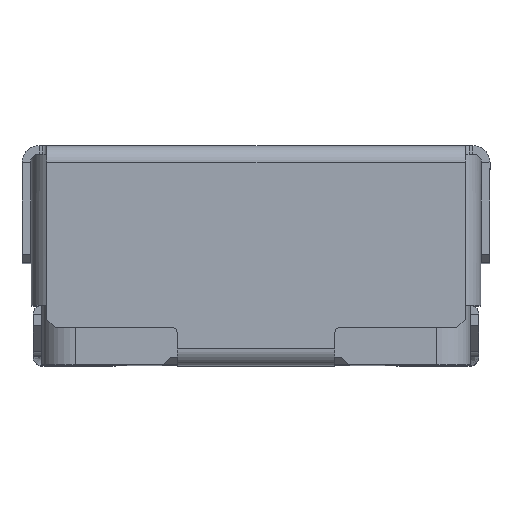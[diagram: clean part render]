
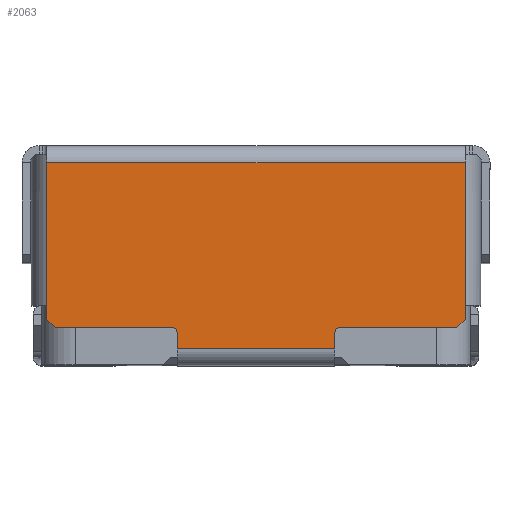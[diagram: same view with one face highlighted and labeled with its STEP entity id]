
A CAD part, top view. The second image highlights one B-rep face of the part: STEP entity #2063.
In plain terms, the highlighted planar face has unit normal (0, 0, 1).
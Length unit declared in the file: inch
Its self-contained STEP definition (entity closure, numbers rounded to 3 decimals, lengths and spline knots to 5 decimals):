
#188 = DIRECTION ( 'NONE',  ( 0., 1., 0. ) ) ;
#199 = CARTESIAN_POINT ( 'NONE',  ( 0.0061, 0.05336, 0.014 ) ) ;
#354 = AXIS2_PLACEMENT_3D ( 'NONE', #5087, #926, #5777 ) ;
#447 = DIRECTION ( 'NONE',  ( 0., 0., 1. ) ) ;
#572 = DIRECTION ( 'NONE',  ( 0., 1., 0. ) ) ;
#793 = LINE ( 'NONE', #6377, #2603 ) ;
#801 = DIRECTION ( 'NONE',  ( 0., 1., 0. ) ) ;
#878 = CARTESIAN_POINT ( 'NONE',  ( 0.1586, 0.50336, 0.014 ) ) ;
#886 = CARTESIAN_POINT ( 'NONE',  ( 0.3436, 0.019, 0.014 ) ) ;
#904 = VECTOR ( 'NONE', #572, 39.37008 ) ;
#926 = DIRECTION ( 'NONE',  ( 0., 0., 1. ) ) ;
#1199 = CARTESIAN_POINT ( 'NONE',  ( -0.6489, 0.04336, 0.014 ) ) ;
#1266 = CARTESIAN_POINT ( 'NONE',  ( 0.3486, 0.04336, 0.014 ) ) ;
#1283 = EDGE_CURVE ( 'NONE', #6595, #2977, #3306, .T. ) ;
#1437 = CARTESIAN_POINT ( 'NONE',  ( -0.6489, 0.019, 0.014 ) ) ;
#1550 = DIRECTION ( 'NONE',  ( 0., 1., 0. ) ) ;
#1557 = DIRECTION ( 'NONE',  ( 0., 0., -1. ) ) ;
#1583 = VECTOR ( 'NONE', #7102, 39.37008 ) ;
#1660 = ORIENTED_EDGE ( 'NONE', *, *, #4686, .F. ) ;
#1757 = EDGE_CURVE ( 'NONE', #3998, #7728, #5249, .T. ) ;
#1868 = LINE ( 'NONE', #3038, #5560 ) ;
#1925 = EDGE_LOOP ( 'NONE', ( #5565, #3475, #8548, #8759, #2624, #4619, #4787, #1660, #5361, #6810, #4545, #2421 ) ) ;
#1935 = AXIS2_PLACEMENT_3D ( 'NONE', #5705, #1557, #6383 ) ;
#1987 = CARTESIAN_POINT ( 'NONE',  ( 0.0061, 0.50336, 0.014 ) ) ;
#2057 = LINE ( 'NONE', #878, #9023 ) ;
#2063 = ADVANCED_FACE ( 'NONE', ( #7291 ), #5748, .T. ) ;
#2421 = ORIENTED_EDGE ( 'NONE', *, *, #1283, .T. ) ;
#2437 = EDGE_CURVE ( 'NONE', #7061, #4412, #2653, .T. ) ;
#2439 = CARTESIAN_POINT ( 'NONE',  ( -0.6489, 0.04336, 0.014 ) ) ;
#2603 = VECTOR ( 'NONE', #1550, 39.37008 ) ;
#2624 = ORIENTED_EDGE ( 'NONE', *, *, #4119, .T. ) ;
#2653 = LINE ( 'NONE', #6384, #6379 ) ;
#2871 = CARTESIAN_POINT ( 'NONE',  ( 0.1536, 0.04336, 0.014 ) ) ;
#2935 = EDGE_CURVE ( 'NONE', #8611, #4566, #4414, .T. ) ;
#2977 = VERTEX_POINT ( 'NONE', #6739 ) ;
#2979 = CARTESIAN_POINT ( 'NONE',  ( 0.4961, 0.05336, 0.014 ) ) ;
#3038 = CARTESIAN_POINT ( 'NONE',  ( 0.3436, 0.50336, 0.014 ) ) ;
#3096 = LINE ( 'NONE', #1199, #6570 ) ;
#3129 = VECTOR ( 'NONE', #3654, 39.37008 ) ;
#3248 = DIRECTION ( 'NONE',  ( 1., 0., 0. ) ) ;
#3306 = CIRCLE ( 'NONE', #1935, 0.005 ) ;
#3383 = LINE ( 'NONE', #2439, #1583 ) ;
#3475 = ORIENTED_EDGE ( 'NONE', *, *, #1757, .T. ) ;
#3502 = EDGE_CURVE ( 'NONE', #6595, #6677, #3383, .T. ) ;
#3654 = DIRECTION ( 'NONE',  ( -0.707, 0.707, 0. ) ) ;
#3799 = CARTESIAN_POINT ( 'NONE',  ( 0.4961, 0.2367, 0.014 ) ) ;
#3998 = VERTEX_POINT ( 'NONE', #4491 ) ;
#4119 = EDGE_CURVE ( 'NONE', #8611, #7061, #3096, .T. ) ;
#4122 = LINE ( 'NONE', #6667, #7648 ) ;
#4412 = VERTEX_POINT ( 'NONE', #2979 ) ;
#4414 = CIRCLE ( 'NONE', #8161, 0.005 ) ;
#4491 = CARTESIAN_POINT ( 'NONE',  ( 0.1586, 0.019, 0.014 ) ) ;
#4545 = ORIENTED_EDGE ( 'NONE', *, *, #3502, .F. ) ;
#4549 = LINE ( 'NONE', #1987, #904 ) ;
#4566 = VERTEX_POINT ( 'NONE', #8006 ) ;
#4600 = CARTESIAN_POINT ( 'NONE',  ( 0.3486, 0.03836, 0.014 ) ) ;
#4619 = ORIENTED_EDGE ( 'NONE', *, *, #2437, .T. ) ;
#4686 = EDGE_CURVE ( 'NONE', #8320, #6777, #4122, .T. ) ;
#4787 = ORIENTED_EDGE ( 'NONE', *, *, #5539, .T. ) ;
#4828 = EDGE_CURVE ( 'NONE', #7710, #8320, #4549, .T. ) ;
#5087 = CARTESIAN_POINT ( 'NONE',  ( -0.6489, 0.50336, 0.014 ) ) ;
#5249 = LINE ( 'NONE', #1437, #7972 ) ;
#5318 = DIRECTION ( 'NONE',  ( -1., 0., 0. ) ) ;
#5361 = ORIENTED_EDGE ( 'NONE', *, *, #4828, .F. ) ;
#5539 = EDGE_CURVE ( 'NONE', #4412, #6777, #793, .T. ) ;
#5560 = VECTOR ( 'NONE', #801, 39.37008 ) ;
#5565 = ORIENTED_EDGE ( 'NONE', *, *, #8779, .F. ) ;
#5673 = DIRECTION ( 'NONE',  ( 0.707, 0.707, 0. ) ) ;
#5705 = CARTESIAN_POINT ( 'NONE',  ( 0.1536, 0.03836, 0.014 ) ) ;
#5748 = PLANE ( 'NONE',  #354 ) ;
#5763 = EDGE_CURVE ( 'NONE', #7728, #4566, #1868, .T. ) ;
#5777 = DIRECTION ( 'NONE',  ( -1., 0., 0. ) ) ;
#6263 = DIRECTION ( 'NONE',  ( 1., 0., 0. ) ) ;
#6377 = CARTESIAN_POINT ( 'NONE',  ( 0.4961, 0.50336, 0.014 ) ) ;
#6379 = VECTOR ( 'NONE', #5673, 39.37008 ) ;
#6383 = DIRECTION ( 'NONE',  ( -1., 0., 0. ) ) ;
#6384 = CARTESIAN_POINT ( 'NONE',  ( 0.5986, 0.15586, 0.014 ) ) ;
#6570 = VECTOR ( 'NONE', #3248, 39.37008 ) ;
#6595 = VERTEX_POINT ( 'NONE', #2871 ) ;
#6667 = CARTESIAN_POINT ( 'NONE',  ( -0.6489, 0.2367, 0.014 ) ) ;
#6677 = VERTEX_POINT ( 'NONE', #7905 ) ;
#6739 = CARTESIAN_POINT ( 'NONE',  ( 0.1586, 0.03836, 0.014 ) ) ;
#6777 = VERTEX_POINT ( 'NONE', #3799 ) ;
#6810 = ORIENTED_EDGE ( 'NONE', *, *, #8984, .F. ) ;
#7061 = VERTEX_POINT ( 'NONE', #7099 ) ;
#7099 = CARTESIAN_POINT ( 'NONE',  ( 0.4861, 0.04336, 0.014 ) ) ;
#7102 = DIRECTION ( 'NONE',  ( -1., 0., 0. ) ) ;
#7157 = CARTESIAN_POINT ( 'NONE',  ( 0.0061, 0.2367, 0.014 ) ) ;
#7291 = FACE_OUTER_BOUND ( 'NONE', #1925, .T. ) ;
#7648 = VECTOR ( 'NONE', #8772, 39.37008 ) ;
#7710 = VERTEX_POINT ( 'NONE', #199 ) ;
#7728 = VERTEX_POINT ( 'NONE', #886 ) ;
#7846 = CARTESIAN_POINT ( 'NONE',  ( -0.0964, 0.15586, 0.014 ) ) ;
#7905 = CARTESIAN_POINT ( 'NONE',  ( 0.0161, 0.04336, 0.014 ) ) ;
#7972 = VECTOR ( 'NONE', #6263, 39.37008 ) ;
#8006 = CARTESIAN_POINT ( 'NONE',  ( 0.3436, 0.03836, 0.014 ) ) ;
#8161 = AXIS2_PLACEMENT_3D ( 'NONE', #4600, #447, #5318 ) ;
#8320 = VERTEX_POINT ( 'NONE', #7157 ) ;
#8474 = LINE ( 'NONE', #7846, #3129 ) ;
#8548 = ORIENTED_EDGE ( 'NONE', *, *, #5763, .T. ) ;
#8611 = VERTEX_POINT ( 'NONE', #1266 ) ;
#8759 = ORIENTED_EDGE ( 'NONE', *, *, #2935, .F. ) ;
#8772 = DIRECTION ( 'NONE',  ( 1., 0., 0. ) ) ;
#8779 = EDGE_CURVE ( 'NONE', #3998, #2977, #2057, .T. ) ;
#8984 = EDGE_CURVE ( 'NONE', #6677, #7710, #8474, .T. ) ;
#9023 = VECTOR ( 'NONE', #188, 39.37008 ) ;
